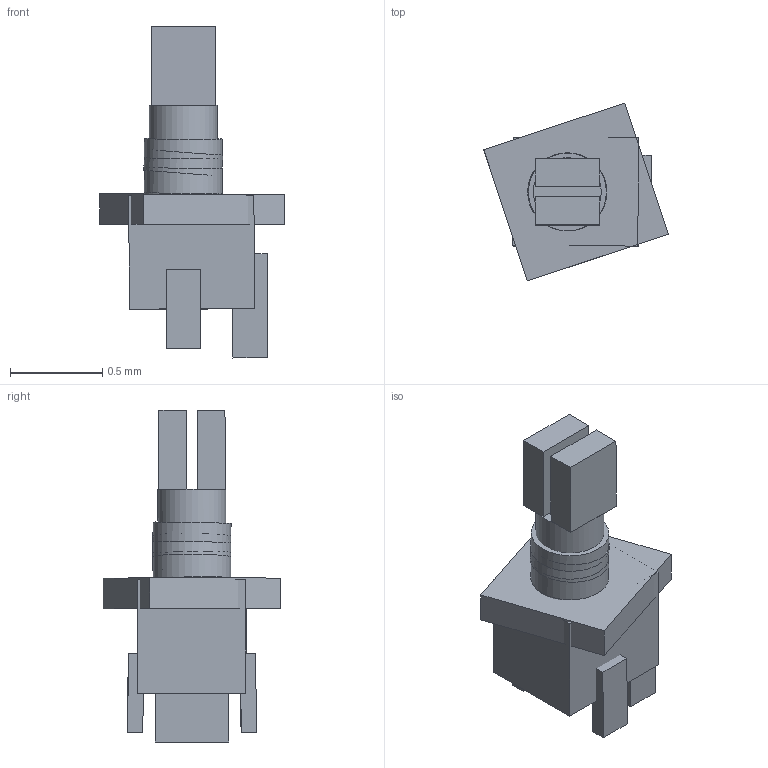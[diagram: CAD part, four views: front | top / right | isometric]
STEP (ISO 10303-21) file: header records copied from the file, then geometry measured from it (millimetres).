
FILE_DESCRIPTION(('Open CASCADE Model'),'2;1');
FILE_NAME('Open CASCADE Shape Model','2025-12-12T05:05:35',('Author'),( 'Open CASCADE'),'Open CASCADE STEP processor 7.9','Open CASCADE 7.9' ,'Unknown');
FILE_SCHEMA(('AUTOMOTIVE_DESIGN { 1 0 10303 214 1 1 1 1 }'));
Length unit declared in the file: millimetre
Products named in the file (13): Open CASCADE STEP translator 7.9 1; Open CASCADE STEP translator 7.9 1.1; Open CASCADE STEP translator 7.9 1.2; Open CASCADE STEP translator 7.9 1.3; Open CASCADE STEP translator 7.9 1.4; Open CASCADE STEP translator 7.9 1.5; Open CASCADE STEP translator 7.9 1.6; Open CASCADE STEP translator 7.9 1.7; Open CASCADE STEP translator 7.9 1.8; Open CASCADE STEP translator 7.9 1.9; Open CASCADE STEP translator 7.9 1.10; Open CASCADE STEP translator 7.9 1.11; Open CASCADE STEP translator 7.9 1.12
Assembly tree (12 placements, depth 2):
  Open CASCADE STEP translator 7.9 1
    Open CASCADE STEP translator 7.9 1.1
    Open CASCADE STEP translator 7.9 1.2
    Open CASCADE STEP translator 7.9 1.3
    Open CASCADE STEP translator 7.9 1.4
    Open CASCADE STEP translator 7.9 1.5
    Open CASCADE STEP translator 7.9 1.6
    Open CASCADE STEP translator 7.9 1.7
    Open CASCADE STEP translator 7.9 1.8
    Open CASCADE STEP translator 7.9 1.9
    Open CASCADE STEP translator 7.9 1.10
    Open CASCADE STEP translator 7.9 1.11
    Open CASCADE STEP translator 7.9 1.12
Bounding box: 1 x 0.97 x 1.8 mm (x, y, z)
Volume: 0.5 mm3; surface area: 8.6 mm2
Topology: 12 solids, 12 shells, 57 faces, 99 edges, 66 vertices
Faces by surface type: plane 52, cylinder 5
Full cylindrical faces by diameter (mm): 0.368 x1, 0.403 x1, 0.423 x3
Entity records: 2834 total; most frequent: DIRECTION 447, CARTESIAN_POINT 433, LINE 277, VECTOR 277, ORIENTED_EDGE 198, PCURVE 198, DEFINITIONAL_REPRESENTATION 198, EDGE_CURVE 99
